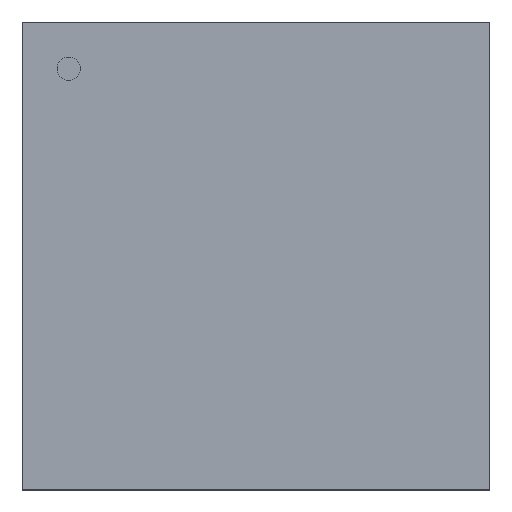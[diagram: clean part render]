
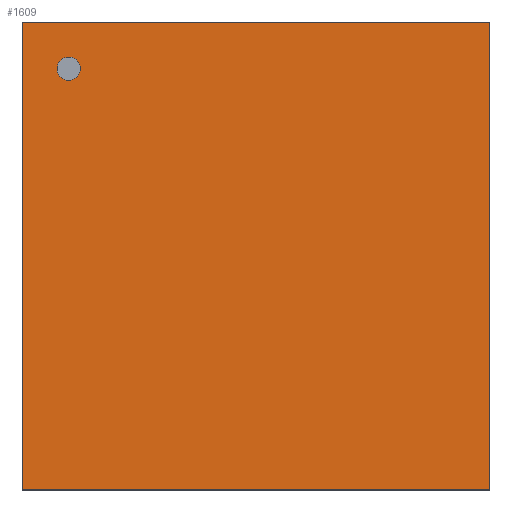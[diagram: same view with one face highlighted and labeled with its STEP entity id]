
A CAD part, top view. The second image highlights one B-rep face of the part: STEP entity #1609.
In plain terms, the highlighted planar face has unit normal (0, 0, 1).
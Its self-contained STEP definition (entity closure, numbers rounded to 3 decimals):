
#1385=CARTESIAN_POINT('',(17.526,-17.526,4.953));
#1384=VERTEX_POINT('',#1385);
#1395=CARTESIAN_POINT('',(-17.526,-17.526,4.953));
#1394=VERTEX_POINT('',#1395);
#1393=EDGE_CURVE('',#1394,#1384,#1398,.T.);
#1398=LINE('',#1395,#1400);
#1400=VECTOR('',#1401,35.052);
#1401=DIRECTION('',(1.0,0.0,0.0));
#1434=CARTESIAN_POINT('',(17.526,17.526,4.953));
#1433=VERTEX_POINT('',#1434);
#1442=EDGE_CURVE('',#1384,#1433,#1447,.T.);
#1447=LINE('',#1385,#1449);
#1449=VECTOR('',#1450,35.052);
#1450=DIRECTION('',(0.0,1.0,0.0));
#1483=CARTESIAN_POINT('',(-17.526,17.526,4.953));
#1482=VERTEX_POINT('',#1483);
#1491=EDGE_CURVE('',#1433,#1482,#1496,.T.);
#1496=LINE('',#1434,#1498);
#1498=VECTOR('',#1499,35.052);
#1499=DIRECTION('',(-1.0,0.0,0.0));
#1540=EDGE_CURVE('',#1482,#1394,#1545,.T.);
#1545=LINE('',#1483,#1547);
#1547=VECTOR('',#1548,35.052);
#1548=DIRECTION('',(0.0,-1.0,0.0));
#1609=ADVANCED_FACE('',(#1615),#1610,.T.);
#1610=PLANE('',#1611);
#1611=AXIS2_PLACEMENT_3D('',#1612,#1613,#1614);
#1612=CARTESIAN_POINT('',(-17.526,-17.526,4.953));
#1613=DIRECTION('',(0.0,0.0,1.0));
#1614=DIRECTION('',(0.,1.,0.));
#1615=FACE_OUTER_BOUND('',#1616,.T.);
#1616=EDGE_LOOP('',(#1617,#1627,#1637,#1647));
#1617=ORIENTED_EDGE('',*,*,#1393,.T.);
#1627=ORIENTED_EDGE('',*,*,#1442,.T.);
#1637=ORIENTED_EDGE('',*,*,#1491,.T.);
#1647=ORIENTED_EDGE('',*,*,#1540,.T.);
